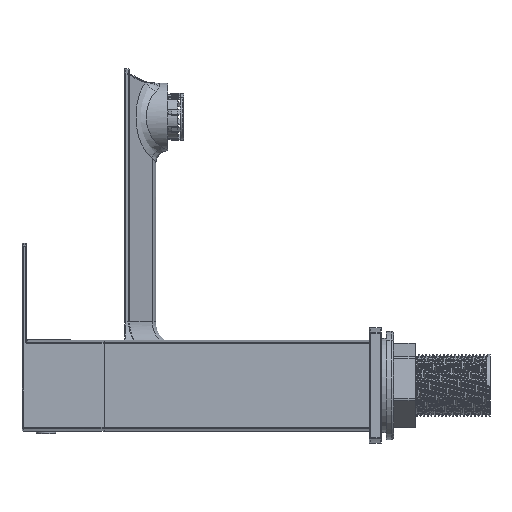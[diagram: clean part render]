
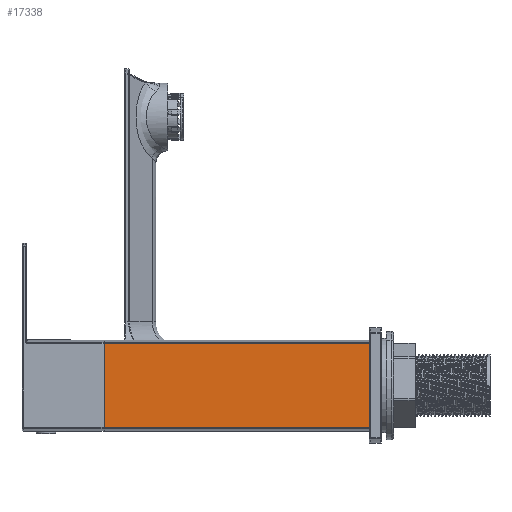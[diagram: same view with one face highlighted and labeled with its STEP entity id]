
A CAD part, left-side view. The second image highlights one B-rep face of the part: STEP entity #17338.
In plain terms, the highlighted planar face has unit normal (-1, 0, 0).
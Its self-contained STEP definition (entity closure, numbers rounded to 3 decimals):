
#916 = FACE_OUTER_BOUND ( 'NONE', #44542, .T. ) ;
#1664 = VERTEX_POINT ( 'NONE', #21256 ) ;
#2692 = CARTESIAN_POINT ( 'NONE',  ( -109.003, 115., 23.108 ) ) ;
#2857 = CARTESIAN_POINT ( 'NONE',  ( -109.003, 115., 23.108 ) ) ;
#4973 = EDGE_CURVE ( 'NONE', #1664, #29037, #43143, .T. ) ;
#5336 = ORIENTED_EDGE ( 'NONE', *, *, #44964, .T. ) ;
#5888 = DIRECTION ( 'NONE',  ( 0., 0., -1. ) ) ;
#6264 = EDGE_CURVE ( 'NONE', #17233, #1664, #8682, .T. ) ;
#8682 = LINE ( 'NONE', #23709, #40689 ) ;
#9076 = DIRECTION ( 'NONE',  ( 0., 0., -1. ) ) ;
#9345 = DIRECTION ( 'NONE',  ( 0., -1., 0. ) ) ;
#13549 = CARTESIAN_POINT ( 'NONE',  ( -109.003, 5., 23.108 ) ) ;
#15122 = VECTOR ( 'NONE', #32686, 1000. ) ;
#17233 = VERTEX_POINT ( 'NONE', #2692 ) ;
#17338 = ADVANCED_FACE ( 'NONE', ( #916 ), #19668, .F. ) ;
#17643 = LINE ( 'NONE', #2857, #15122 ) ;
#18296 = VERTEX_POINT ( 'NONE', #13549 ) ;
#18650 = ORIENTED_EDGE ( 'NONE', *, *, #4973, .T. ) ;
#18861 = EDGE_CURVE ( 'NONE', #18296, #29037, #27806, .T. ) ;
#19668 = PLANE ( 'NONE',  #36714 ) ;
#21256 = CARTESIAN_POINT ( 'NONE',  ( -109.003, 115., -11.428 ) ) ;
#21851 = VECTOR ( 'NONE', #9076, 1000. ) ;
#23709 = CARTESIAN_POINT ( 'NONE',  ( -109.003, 115., 23.545 ) ) ;
#25362 = ORIENTED_EDGE ( 'NONE', *, *, #18861, .F. ) ;
#26832 = DIRECTION ( 'NONE',  ( 1., 0., 0. ) ) ;
#27806 = LINE ( 'NONE', #42869, #21851 ) ;
#29037 = VERTEX_POINT ( 'NONE', #48215 ) ;
#30770 = CARTESIAN_POINT ( 'NONE',  ( -109.003, 115., 23.545 ) ) ;
#30946 = VECTOR ( 'NONE', #9345, 1000. ) ;
#32686 = DIRECTION ( 'NONE',  ( 0., 1., 0. ) ) ;
#36714 = AXIS2_PLACEMENT_3D ( 'NONE', #30770, #26832, #38166 ) ;
#38166 = DIRECTION ( 'NONE',  ( 0., 0., 1. ) ) ;
#40689 = VECTOR ( 'NONE', #5888, 1000. ) ;
#42869 = CARTESIAN_POINT ( 'NONE',  ( -109.003, 5., 23.545 ) ) ;
#43143 = LINE ( 'NONE', #46339, #30946 ) ;
#44542 = EDGE_LOOP ( 'NONE', ( #45059, #18650, #25362, #5336 ) ) ;
#44964 = EDGE_CURVE ( 'NONE', #18296, #17233, #17643, .T. ) ;
#45059 = ORIENTED_EDGE ( 'NONE', *, *, #6264, .T. ) ;
#46339 = CARTESIAN_POINT ( 'NONE',  ( -109.003, 115., -11.428 ) ) ;
#48215 = CARTESIAN_POINT ( 'NONE',  ( -109.003, 5., -11.428 ) ) ;
